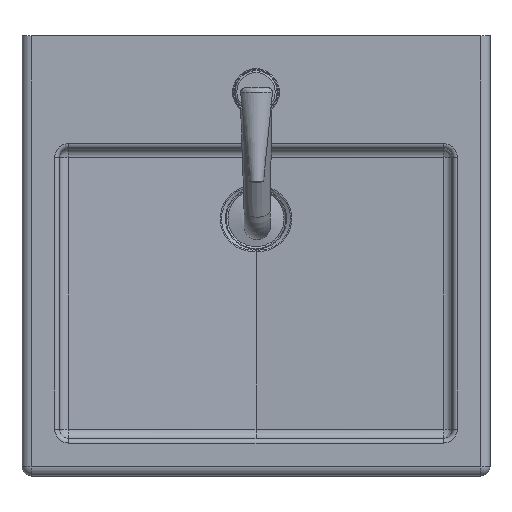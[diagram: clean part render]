
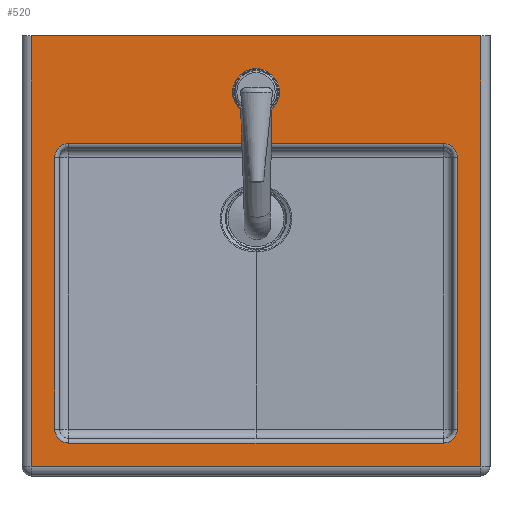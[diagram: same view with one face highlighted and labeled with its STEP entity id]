
A CAD part, top view. The second image highlights one B-rep face of the part: STEP entity #520.
In plain terms, the highlighted planar face has unit normal (0, 0, 1).
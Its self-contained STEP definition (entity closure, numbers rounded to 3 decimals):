
#88=CARTESIAN_POINT('',(420.777,15.563,130.0));
#89=VERTEX_POINT('',#88);
#107=CARTESIAN_POINT('',(20.777,15.563,130.0));
#108=VERTEX_POINT('',#107);
#116=CARTESIAN_POINT('',(20.777,15.563,130.0));
#117=DIRECTION('',(1.0,0.0,0.0));
#118=VECTOR('',#117,400.);
#119=LINE('',#116,#118);
#120=EDGE_CURVE('',#108,#89,#119,.T.);
#130=CARTESIAN_POINT('',(435.777,30.563,130.0));
#131=VERTEX_POINT('',#130);
#149=CARTESIAN_POINT('',(420.777,30.563,130.0));
#150=DIRECTION('',(0.0,0.0,1.0));
#151=DIRECTION('',(0.707,-0.707,0.0));
#152=AXIS2_PLACEMENT_3D('',#149,#150,#151);
#153=CIRCLE('',#152,15.);
#154=EDGE_CURVE('',#89,#131,#153,.T.);
#166=CARTESIAN_POINT('',(5.777,30.563,130.0));
#167=VERTEX_POINT('',#166);
#175=CARTESIAN_POINT('',(20.777,30.563,130.0));
#176=DIRECTION('',(0.0,0.0,1.));
#177=DIRECTION('',(-0.707,-0.707,0.0));
#178=AXIS2_PLACEMENT_3D('',#175,#176,#177);
#179=CIRCLE('',#178,15.);
#180=EDGE_CURVE('',#167,#108,#179,.T.);
#198=CARTESIAN_POINT('',(435.777,320.563,130.0));
#199=VERTEX_POINT('',#198);
#216=CARTESIAN_POINT('',(435.777,30.563,130.0));
#217=DIRECTION('',(0.0,1.0,0.0));
#218=VECTOR('',#217,290.);
#219=LINE('',#216,#218);
#220=EDGE_CURVE('',#131,#199,#219,.T.);
#232=CARTESIAN_POINT('',(5.777,320.563,130.0));
#233=VERTEX_POINT('',#232);
#241=CARTESIAN_POINT('',(5.777,320.563,130.0));
#242=DIRECTION('',(0.0,-1.0,0.0));
#243=VECTOR('',#242,290.0);
#244=LINE('',#241,#243);
#245=EDGE_CURVE('',#233,#167,#244,.T.);
#262=CARTESIAN_POINT('',(420.777,335.563,130.0));
#263=VERTEX_POINT('',#262);
#281=CARTESIAN_POINT('',(420.777,320.563,130.0));
#282=DIRECTION('',(0.0,0.0,1.));
#283=DIRECTION('',(0.707,0.707,0.0));
#284=AXIS2_PLACEMENT_3D('',#281,#282,#283);
#285=CIRCLE('',#284,15.0);
#286=EDGE_CURVE('',#199,#263,#285,.T.);
#298=CARTESIAN_POINT('',(20.777,335.563,130.0));
#299=VERTEX_POINT('',#298);
#307=CARTESIAN_POINT('',(20.777,320.563,130.0));
#308=DIRECTION('',(0.0,0.0,1.0));
#309=DIRECTION('',(-0.707,0.707,0.0));
#310=AXIS2_PLACEMENT_3D('',#307,#308,#309);
#311=CIRCLE('',#310,15.);
#312=EDGE_CURVE('',#299,#233,#311,.T.);
#331=CARTESIAN_POINT('',(420.777,335.563,130.0));
#332=DIRECTION('',(-1.0,0.0,0.0));
#333=VECTOR('',#332,400.);
#334=LINE('',#331,#333);
#335=EDGE_CURVE('',#263,#299,#334,.T.);
#460=CARTESIAN_POINT('',(220.777,215.563,130.0));
#461=DIRECTION('',(0.0,0.0,1.0));
#462=DIRECTION('',(1.0,0.0,0.0));
#463=AXIS2_PLACEMENT_3D('',#460,#461,#462);
#464=PLANE('',#463);
#465=CARTESIAN_POINT('',(460.777,450.563,130.0));
#466=VERTEX_POINT('',#465);
#467=CARTESIAN_POINT('',(460.777,-9.437,130.0));
#468=VERTEX_POINT('',#467);
#469=CARTESIAN_POINT('',(460.777,450.563,130.0));
#470=DIRECTION('',(0.0,-1.0,0.0));
#471=VECTOR('',#470,460.0);
#472=LINE('',#469,#471);
#473=EDGE_CURVE('',#466,#468,#472,.T.);
#474=ORIENTED_EDGE('',*,*,#473,.F.);
#475=CARTESIAN_POINT('',(-19.223,450.563,130.0));
#476=VERTEX_POINT('',#475);
#477=CARTESIAN_POINT('',(-19.223,450.563,130.0));
#478=DIRECTION('',(1.0,0.0,0.0));
#479=VECTOR('',#478,480.);
#480=LINE('',#477,#479);
#481=EDGE_CURVE('',#476,#466,#480,.T.);
#482=ORIENTED_EDGE('',*,*,#481,.F.);
#483=CARTESIAN_POINT('',(-19.223,-9.437,130.0));
#484=VERTEX_POINT('',#483);
#485=CARTESIAN_POINT('',(-19.223,-9.437,130.0));
#486=DIRECTION('',(0.0,1.0,0.0));
#487=VECTOR('',#486,460.0);
#488=LINE('',#485,#487);
#489=EDGE_CURVE('',#484,#476,#488,.T.);
#490=ORIENTED_EDGE('',*,*,#489,.F.);
#491=CARTESIAN_POINT('',(460.777,-9.437,130.0));
#492=DIRECTION('',(-1.0,0.0,0.0));
#493=VECTOR('',#492,480.);
#494=LINE('',#491,#493);
#495=EDGE_CURVE('',#468,#484,#494,.T.);
#496=ORIENTED_EDGE('',*,*,#495,.F.);
#497=EDGE_LOOP('',(#474,#482,#490,#496));
#498=FACE_OUTER_BOUND('',#497,.T.);
#499=CARTESIAN_POINT('',(241.277,390.563,130.0));
#500=VERTEX_POINT('',#499);
#501=CARTESIAN_POINT('',(220.777,390.563,130.0));
#502=DIRECTION('',(0.0,0.0,1.0));
#503=DIRECTION('',(-1.0,0.0,0.0));
#504=AXIS2_PLACEMENT_3D('',#501,#502,#503);
#505=CIRCLE('',#504,20.5);
#506=EDGE_CURVE('',#500,#500,#505,.T.);
#507=ORIENTED_EDGE('',*,*,#506,.F.);
#508=EDGE_LOOP('',(#507));
#509=FACE_BOUND('',#508,.T.);
#510=ORIENTED_EDGE('',*,*,#120,.F.);
#511=ORIENTED_EDGE('',*,*,#180,.F.);
#512=ORIENTED_EDGE('',*,*,#245,.F.);
#513=ORIENTED_EDGE('',*,*,#312,.F.);
#514=ORIENTED_EDGE('',*,*,#335,.F.);
#515=ORIENTED_EDGE('',*,*,#286,.F.);
#516=ORIENTED_EDGE('',*,*,#220,.F.);
#517=ORIENTED_EDGE('',*,*,#154,.F.);
#518=EDGE_LOOP('',(#510,#511,#512,#513,#514,#515,#516,#517));
#519=FACE_BOUND('',#518,.T.);
#520=ADVANCED_FACE('',(#498,#509,#519),#464,.T.);
